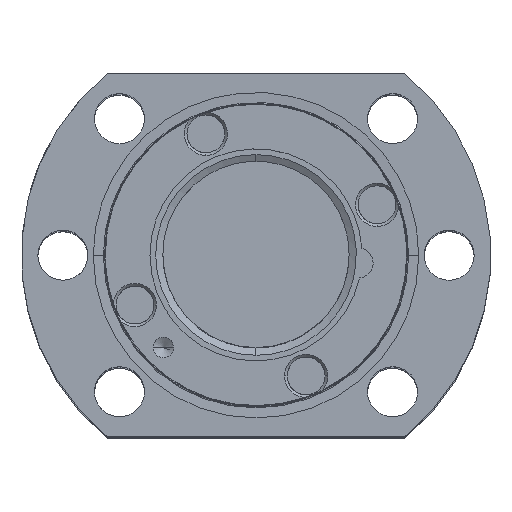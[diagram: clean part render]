
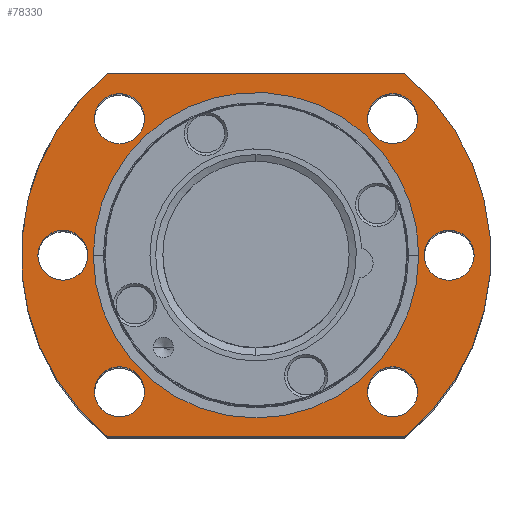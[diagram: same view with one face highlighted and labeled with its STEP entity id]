
A CAD part, top view. The second image highlights one B-rep face of the part: STEP entity #78330.
In plain terms, the highlighted planar face has unit normal (0, 0, 1).
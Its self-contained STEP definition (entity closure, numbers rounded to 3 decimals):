
#45800=CARTESIAN_POINT('',(-19.621,24.,181.75));
#45810=VERTEX_POINT('',#45800);
#45840=CARTESIAN_POINT('',(0.,0.,
181.75));
#45850=DIRECTION('',(0.,0.,-1.));
#45860=DIRECTION('',(-1.,0.,0.));
#45870=AXIS2_PLACEMENT_3D('',#45840,#45850,#45860);
#45880=CIRCLE('',#45870,31.);
#45890=CARTESIAN_POINT('',(-19.621,-24.,181.75));
#45900=VERTEX_POINT('',#45890);
#45910=EDGE_CURVE('',#45900,#45810,#45880,.T.);
#55430=CARTESIAN_POINT('',(25.5,0.,181.75));
#55440=DIRECTION('',(0.,0.,-1.));
#55450=DIRECTION('',(-1.,0.,0.));
#55460=AXIS2_PLACEMENT_3D('',#55430,#55440,#55450);
#55470=CIRCLE('',#55460,3.3);
#55480=CARTESIAN_POINT('',(28.549,1.263,181.75));
#55490=VERTEX_POINT('',#55480);
#55500=CARTESIAN_POINT('',(28.8,0.,181.75));
#55510=VERTEX_POINT('',#55500);
#55520=EDGE_CURVE('',#55490,#55510,#55470,.T.);
#55790=CARTESIAN_POINT('',(22.2,0.,181.75));
#55800=VERTEX_POINT('',#55790);
#55830=EDGE_CURVE('',#55800,#55490,#55470,.T.);
#56540=CARTESIAN_POINT('',(19.621,-24.,181.75));
#56550=VERTEX_POINT('',#56540);
#56580=CARTESIAN_POINT('',(0.,0.,
181.75));
#56590=DIRECTION('',(0.,0.,-1.));
#56600=DIRECTION('',(-1.,0.,0.));
#56610=AXIS2_PLACEMENT_3D('',#56580,#56590,#56600);
#56620=CIRCLE('',#56610,31.);
#56630=CARTESIAN_POINT('',(19.621,24.,181.75));
#56640=VERTEX_POINT('',#56630);
#56650=EDGE_CURVE('',#56640,#56550,#56620,.T.);
#56890=CARTESIAN_POINT('',(0.,24.,181.75));
#56900=DIRECTION('',(-1.,0.,-0.));
#56910=VECTOR('',#56900,1.);
#56920=LINE('',#56890,#56910);
#56930=EDGE_CURVE('',#56640,#45810,#56920,.T.);
#57940=CARTESIAN_POINT('',(-18.031,-18.031,181.75));
#57950=DIRECTION('',(0.,0.,-1.));
#57960=DIRECTION('',(-1.,0.,0.));
#57970=AXIS2_PLACEMENT_3D('',#57940,#57950,#57960);
#57980=CIRCLE('',#57970,3.3);
#57990=CARTESIAN_POINT('',(-21.08,-19.294,181.75));
#58000=VERTEX_POINT('',#57990);
#58010=CARTESIAN_POINT('',(-21.331,-18.031,181.75));
#58020=VERTEX_POINT('',#58010);
#58030=EDGE_CURVE('',#58000,#58020,#57980,.T.);
#58260=CARTESIAN_POINT('',(-14.731,-18.031,181.75));
#58270=VERTEX_POINT('',#58260);
#58300=EDGE_CURVE('',#58270,#58000,#57980,.T.);
#59720=CARTESIAN_POINT('',(18.031,-18.031,181.75));
#59730=DIRECTION('',(0.,0.,-1.));
#59740=DIRECTION('',(-1.,0.,0.));
#59750=AXIS2_PLACEMENT_3D('',#59720,#59730,#59740);
#59760=CIRCLE('',#59750,3.3);
#59770=CARTESIAN_POINT('',(21.08,-16.768,181.75));
#59780=VERTEX_POINT('',#59770);
#59790=CARTESIAN_POINT('',(21.331,-18.031,181.75));
#59800=VERTEX_POINT('',#59790);
#59810=EDGE_CURVE('',#59780,#59800,#59760,.T.);
#60040=CARTESIAN_POINT('',(14.731,-18.031,181.75));
#60050=VERTEX_POINT('',#60040);
#60080=EDGE_CURVE('',#60050,#59780,#59760,.T.);
#61230=CARTESIAN_POINT('',(18.031,18.031,181.75));
#61240=DIRECTION('',(0.,0.,-1.));
#61250=DIRECTION('',(-1.,0.,0.));
#61260=AXIS2_PLACEMENT_3D('',#61230,#61240,#61250);
#61270=CIRCLE('',#61260,3.3);
#61280=CARTESIAN_POINT('',(21.08,19.294,181.75));
#61290=VERTEX_POINT('',#61280);
#61300=CARTESIAN_POINT('',(21.331,18.031,181.75));
#61310=VERTEX_POINT('',#61300);
#61320=EDGE_CURVE('',#61290,#61310,#61270,.T.);
#61550=CARTESIAN_POINT('',(14.731,18.031,181.75));
#61560=VERTEX_POINT('',#61550);
#61590=EDGE_CURVE('',#61560,#61290,#61270,.T.);
#61760=CARTESIAN_POINT('',(-25.5,0.,181.75));
#61770=DIRECTION('',(0.,0.,-1.));
#61780=DIRECTION('',(-1.,0.,0.));
#61790=AXIS2_PLACEMENT_3D('',#61760,#61770,#61780);
#61800=CIRCLE('',#61790,3.3);
#61810=CARTESIAN_POINT('',(-28.549,-1.263,181.75));
#61820=VERTEX_POINT('',#61810);
#61830=CARTESIAN_POINT('',(-28.8,0.,181.75));
#61840=VERTEX_POINT('',#61830);
#61850=EDGE_CURVE('',#61820,#61840,#61800,.T.);
#62080=CARTESIAN_POINT('',(-22.2,0.,181.75));
#62090=VERTEX_POINT('',#62080);
#62120=EDGE_CURVE('',#62090,#61820,#61800,.T.);
#62290=CARTESIAN_POINT('',(-18.031,18.031,181.75));
#62300=DIRECTION('',(0.,0.,-1.));
#62310=DIRECTION('',(-1.,0.,0.));
#62320=AXIS2_PLACEMENT_3D('',#62290,#62300,#62310);
#62330=CIRCLE('',#62320,3.3);
#62340=CARTESIAN_POINT('',(-21.08,16.768,181.75));
#62350=VERTEX_POINT('',#62340);
#62360=CARTESIAN_POINT('',(-21.331,18.031,181.75));
#62370=VERTEX_POINT('',#62360);
#62380=EDGE_CURVE('',#62350,#62370,#62330,.T.);
#62650=CARTESIAN_POINT('',(-14.731,18.031,181.75));
#62660=VERTEX_POINT('',#62650);
#62690=EDGE_CURVE('',#62660,#62350,#62330,.T.);
#63680=CARTESIAN_POINT('',(0.,-24.,181.75));
#63690=DIRECTION('',(-1.,-0.,-0.));
#63700=VECTOR('',#63690,1.);
#63710=LINE('',#63680,#63700);
#63720=EDGE_CURVE('',#56550,#45900,#63710,.T.);
#74140=CARTESIAN_POINT('',(-21.491,0.,
181.75));
#74150=VERTEX_POINT('',#74140);
#74180=CARTESIAN_POINT('',(0.,0.,
181.75));
#74190=DIRECTION('',(0.,0.,1.));
#74200=DIRECTION('',(1.,0.,0.));
#74210=AXIS2_PLACEMENT_3D('',#74180,#74190,#74200);
#74220=CIRCLE('',#74210,21.491);
#74230=CARTESIAN_POINT('',(8.224,19.855,181.75));
#74240=VERTEX_POINT('',#74230);
#74250=EDGE_CURVE('',#74240,#74150,#74220,.T.);
#74270=CARTESIAN_POINT('',(21.491,0.,181.75
));
#74280=VERTEX_POINT('',#74270);
#74290=EDGE_CURVE('',#74280,#74240,#74220,.T.);
#77800=CARTESIAN_POINT('',(58.773,-33.695,181.75));
#77810=DIRECTION('',(0.,0.,-1.));
#77820=DIRECTION('',(-1.,0.,-0.));
#77830=AXIS2_PLACEMENT_3D('',#77800,#77810,#77820);
#77840=PLANE('',#77830);
#77850=ORIENTED_EDGE('',*,*,#63720,.F.);
#77860=ORIENTED_EDGE('',*,*,#45910,.F.);
#77870=ORIENTED_EDGE('',*,*,#56930,.T.);
#77880=ORIENTED_EDGE('',*,*,#56650,.F.);
#77890=EDGE_LOOP('',(#77880,#77870,#77860,#77850));
#77900=FACE_OUTER_BOUND('',#77890,.T.);
#77910=EDGE_CURVE('',#61840,#62090,#61800,.T.);
#77920=ORIENTED_EDGE('',*,*,#77910,.T.);
#77930=ORIENTED_EDGE('',*,*,#61850,.T.);
#77940=ORIENTED_EDGE('',*,*,#62120,.T.);
#77950=EDGE_LOOP('',(#77940,#77930,#77920));
#77960=FACE_BOUND('',#77950,.T.);
#77970=EDGE_CURVE('',#58020,#58270,#57980,.T.);
#77980=ORIENTED_EDGE('',*,*,#77970,.T.);
#77990=ORIENTED_EDGE('',*,*,#58030,.T.);
#78000=ORIENTED_EDGE('',*,*,#58300,.T.);
#78010=EDGE_LOOP('',(#78000,#77990,#77980));
#78020=FACE_BOUND('',#78010,.T.);
#78030=EDGE_CURVE('',#59800,#60050,#59760,.T.);
#78040=ORIENTED_EDGE('',*,*,#78030,.T.);
#78050=ORIENTED_EDGE('',*,*,#59810,.T.);
#78060=ORIENTED_EDGE('',*,*,#60080,.T.);
#78070=EDGE_LOOP('',(#78060,#78050,#78040));
#78080=FACE_BOUND('',#78070,.T.);
#78090=EDGE_CURVE('',#61310,#61560,#61270,.T.);
#78100=ORIENTED_EDGE('',*,*,#78090,.T.);
#78110=ORIENTED_EDGE('',*,*,#61320,.T.);
#78120=ORIENTED_EDGE('',*,*,#61590,.T.);
#78130=EDGE_LOOP('',(#78120,#78110,#78100));
#78140=FACE_BOUND('',#78130,.T.);
#78150=EDGE_CURVE('',#55510,#55800,#55470,.T.);
#78160=ORIENTED_EDGE('',*,*,#78150,.T.);
#78170=ORIENTED_EDGE('',*,*,#55520,.T.);
#78180=ORIENTED_EDGE('',*,*,#55830,.T.);
#78190=EDGE_LOOP('',(#78180,#78170,#78160));
#78200=FACE_BOUND('',#78190,.T.);
#78210=ORIENTED_EDGE('',*,*,#74250,.F.);
#78220=EDGE_CURVE('',#74150,#74280,#74220,.T.);
#78230=ORIENTED_EDGE('',*,*,#78220,.F.);
#78240=ORIENTED_EDGE('',*,*,#74290,.F.);
#78250=EDGE_LOOP('',(#78240,#78230,#78210));
#78260=FACE_BOUND('',#78250,.T.);
#78270=EDGE_CURVE('',#62370,#62660,#62330,.T.);
#78280=ORIENTED_EDGE('',*,*,#78270,.T.);
#78290=ORIENTED_EDGE('',*,*,#62380,.T.);
#78300=ORIENTED_EDGE('',*,*,#62690,.T.);
#78310=EDGE_LOOP('',(#78300,#78290,#78280));
#78320=FACE_BOUND('',#78310,.T.);
#78330=ADVANCED_FACE('',(#77900,#77960,#78020,#78080,#78140,#78200,
#78260,#78320),#77840,.F.);
